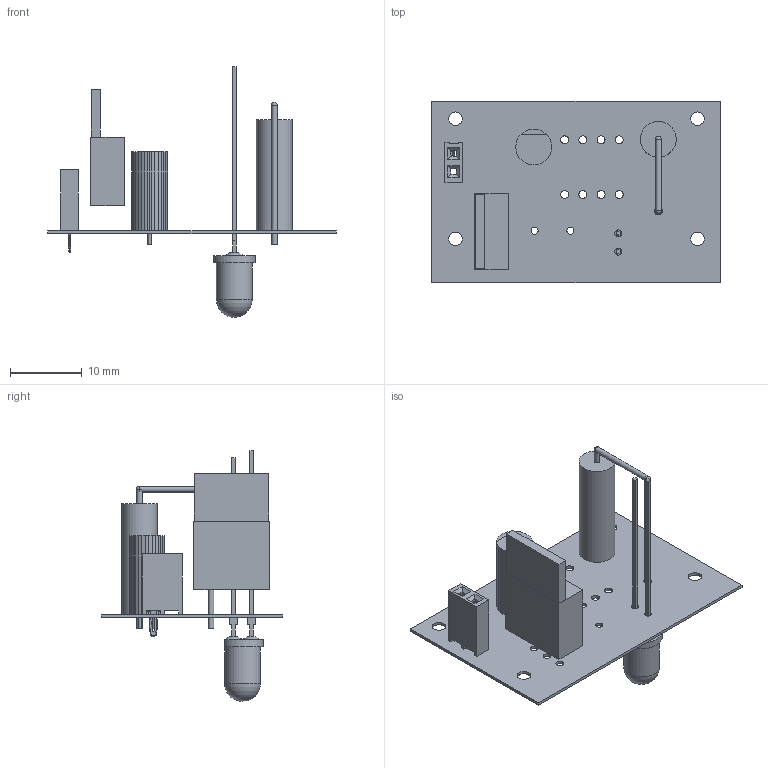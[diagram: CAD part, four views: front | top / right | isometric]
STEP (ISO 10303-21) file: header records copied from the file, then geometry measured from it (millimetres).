
FILE_DESCRIPTION(('Open CASCADE Model'),'2;1');
FILE_NAME('Open CASCADE Shape Model','2018-11-19T23:09:55',('Author'),( 'Open CASCADE'),'Open CASCADE STEP processor 6.8','Open CASCADE 6.8' ,'Unknown');
FILE_SCHEMA(('AUTOMOTIVE_DESIGN { 1 0 10303 214 1 1 1 1 }'));
Length unit declared in the file: millimetre
Products named in the file (31): PCB; Board; Power; PHF-102-01-X-S-002; PowerReg; 5998857856; Extruded; 5998857664; LED; WL-TMRW_5mm; LEDR; 5999065024; Cylinder; 5998857280; 5998856896; 5998856704; 5998856320; 5998855936; Sphere; ByCap; 5998858624; 5998858432; 5998858048
Assembly tree (32 placements, depth 4):
  PCB
    Board
    Power
      PHF-102-01-X-S-002
    PowerReg
      5998857856
        Extruded
      5998857664
        Extruded
    LED
      WL-TMRW_5mm
    LEDR
      5999065024
        Cylinder
      5998857280
        Cylinder
      5998856896
        Cylinder
      5998856704
        Cylinder
      5998856320
        Cylinder
      5998855936  x2
        Sphere
    ByCap
      5998858624
        Extruded
      5998858432
        Extruded
      5998858048  x2
        Cylinder
Bounding box: 40.26 x 25.27 x 35 mm (x, y, z)
Volume: 1681.1 mm3; surface area: 3853.5 mm2
Topology: 15 solids, 17 shells, 282 faces, 836 edges, 568 vertices
Faces by surface type: plane 216, cylinder 49, torus 10, sphere 5, bspline 2
Full cylindrical faces by diameter (mm): 0.5 x2, 0.8 x4, 0.85 x2, 0.991 x2, 1 x2, 1.081 x2, 1.1 x5, 1.118 x8, 1.905 x4, 5 x2
Entity records: 10255 total; most frequent: CARTESIAN_POINT 1803, DIRECTION 1555, ORIENTED_EDGE 1514, EDGE_CURVE 826, LINE 675, VECTOR 675, VERTEX_POINT 563, AXIS2_PLACEMENT_3D 440
